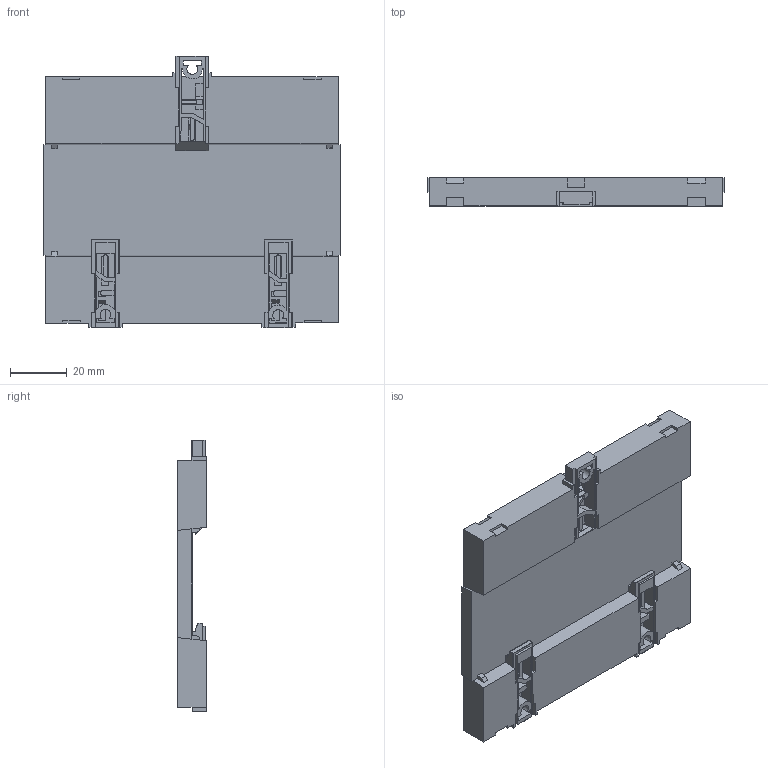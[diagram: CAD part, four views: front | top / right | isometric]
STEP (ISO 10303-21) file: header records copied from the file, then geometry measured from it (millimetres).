
FILE_DESCRIPTION(/* description */ (''),/* implementation_level */ '2;1');
FILE_NAME(/* name */ 'CNMB6_Bottom.stp',/* time_stamp */ '2023-04-05T13:48:55+06:00',/* author */ ('danil'),/* organization */ (''),/* preprocessor_version */ 'ST-DEVELOPER v18.1',/* originating_system */ 'Autodesk Inventor 2022',/* authorisation */ '');
FILE_SCHEMA (('AUTOMOTIVE_DESIGN { 1 0 10303 214 3 1 1 }'));
Length unit declared in the file: millimetre
Products named in the file (4): CamdenBoss - CNMB 6-2; CamdenBoss - CNMB 6-2 (Lock-Black); CamdenBoss - CNMB 6-2 (Back Panel); CamdenBoss - CNMB 6-2 (Lock-wite)
Assembly tree (4 placements, depth 2):
  CamdenBoss - CNMB 6-2
    CamdenBoss - CNMB 6-2 (Lock-Black)
    CamdenBoss - CNMB 6-2 (Lock-wite)  x2
    CamdenBoss - CNMB 6-2 (Back Panel)
Bounding box: 104.22 x 10 x 95.56 mm (x, y, z)
Volume: 21737.2 mm3; surface area: 31311.8 mm2
Topology: 4 solids, 4 shells, 435 faces, 1175 edges, 739 vertices
Faces by surface type: plane 348, cylinder 62, sphere 20, torus 4, bspline 1
Full cylindrical faces by diameter (mm): 1.513 x3, 2 x3, 3 x2, 4.8 x2
Entity records: 11387 total; most frequent: CARTESIAN_POINT 2000, ORIENTED_EDGE 1968, DIRECTION 1796, EDGE_CURVE 984, LINE 908, VECTOR 908, VERTEX_POINT 636, AXIS2_PLACEMENT_3D 444
